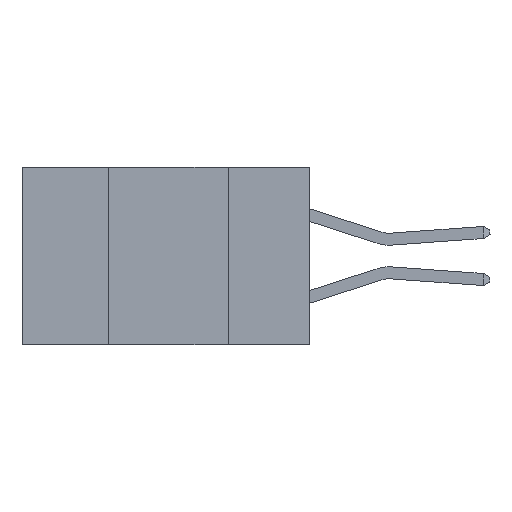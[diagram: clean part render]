
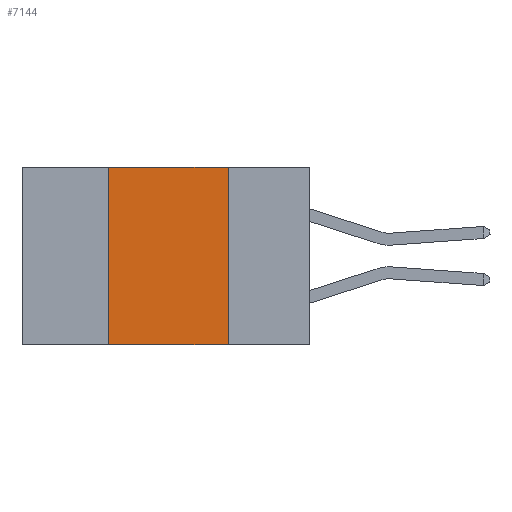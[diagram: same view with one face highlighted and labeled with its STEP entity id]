
A CAD part, left-side view. The second image highlights one B-rep face of the part: STEP entity #7144.
In plain terms, the highlighted planar face has unit normal (-1, 0, 0).
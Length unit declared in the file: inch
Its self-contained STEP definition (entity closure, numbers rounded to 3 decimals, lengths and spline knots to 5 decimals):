
#975 = EDGE_CURVE ( 'NONE', #5493, #13058, #7525, .T. ) ;
#1915 = VECTOR ( 'NONE', #9947, 39.37008 ) ;
#2107 = EDGE_LOOP ( 'NONE', ( #12753, #8388, #3886, #3203 ) ) ;
#2153 = VECTOR ( 'NONE', #3314, 39.37008 ) ;
#2327 = LINE ( 'NONE', #2347, #6286 ) ;
#2347 = CARTESIAN_POINT ( 'NONE',  ( 0., 0.6, -0.37 ) ) ;
#2349 = CARTESIAN_POINT ( 'NONE',  ( 0., 0.6, 0. ) ) ;
#2627 = CARTESIAN_POINT ( 'NONE',  ( 0., 0.17, 0. ) ) ;
#2722 = EDGE_CURVE ( 'NONE', #13058, #7244, #4942, .T. ) ;
#3203 = ORIENTED_EDGE ( 'NONE', *, *, #6991, .T. ) ;
#3314 = DIRECTION ( 'NONE',  ( 0., 0., -1. ) ) ;
#3429 = CARTESIAN_POINT ( 'NONE',  ( 0., 0.17, -0.37 ) ) ;
#3886 = ORIENTED_EDGE ( 'NONE', *, *, #975, .F. ) ;
#4410 = CARTESIAN_POINT ( 'NONE',  ( 0., 0.17, 0. ) ) ;
#4638 = VECTOR ( 'NONE', #10448, 39.37008 ) ;
#4883 = CARTESIAN_POINT ( 'NONE',  ( 0., 0.42, 0. ) ) ;
#4942 = LINE ( 'NONE', #12602, #4638 ) ;
#5071 = CARTESIAN_POINT ( 'NONE',  ( 0., 0.42, 0. ) ) ;
#5493 = VERTEX_POINT ( 'NONE', #10587 ) ;
#6286 = VECTOR ( 'NONE', #10693, 39.37008 ) ;
#6408 = PLANE ( 'NONE',  #7302 ) ;
#6991 = EDGE_CURVE ( 'NONE', #5493, #11532, #2327, .T. ) ;
#7144 = ADVANCED_FACE ( 'NONE', ( #9854 ), #6408, .F. ) ;
#7196 = DIRECTION ( 'NONE',  ( 1., 0., 0. ) ) ;
#7244 = VERTEX_POINT ( 'NONE', #2627 ) ;
#7302 = AXIS2_PLACEMENT_3D ( 'NONE', #2349, #7196, #8421 ) ;
#7525 = LINE ( 'NONE', #4883, #1915 ) ;
#8388 = ORIENTED_EDGE ( 'NONE', *, *, #2722, .F. ) ;
#8421 = DIRECTION ( 'NONE',  ( 0., 0., -1. ) ) ;
#9854 = FACE_OUTER_BOUND ( 'NONE', #2107, .T. ) ;
#9947 = DIRECTION ( 'NONE',  ( 0., 0., 1. ) ) ;
#10374 = EDGE_CURVE ( 'NONE', #7244, #11532, #10812, .T. ) ;
#10448 = DIRECTION ( 'NONE',  ( 0., -1., 0. ) ) ;
#10587 = CARTESIAN_POINT ( 'NONE',  ( 0., 0.42, -0.37 ) ) ;
#10693 = DIRECTION ( 'NONE',  ( 0., -1., 0. ) ) ;
#10812 = LINE ( 'NONE', #4410, #2153 ) ;
#11532 = VERTEX_POINT ( 'NONE', #3429 ) ;
#12602 = CARTESIAN_POINT ( 'NONE',  ( 0., 0.6, 0. ) ) ;
#12753 = ORIENTED_EDGE ( 'NONE', *, *, #10374, .F. ) ;
#13058 = VERTEX_POINT ( 'NONE', #5071 ) ;
